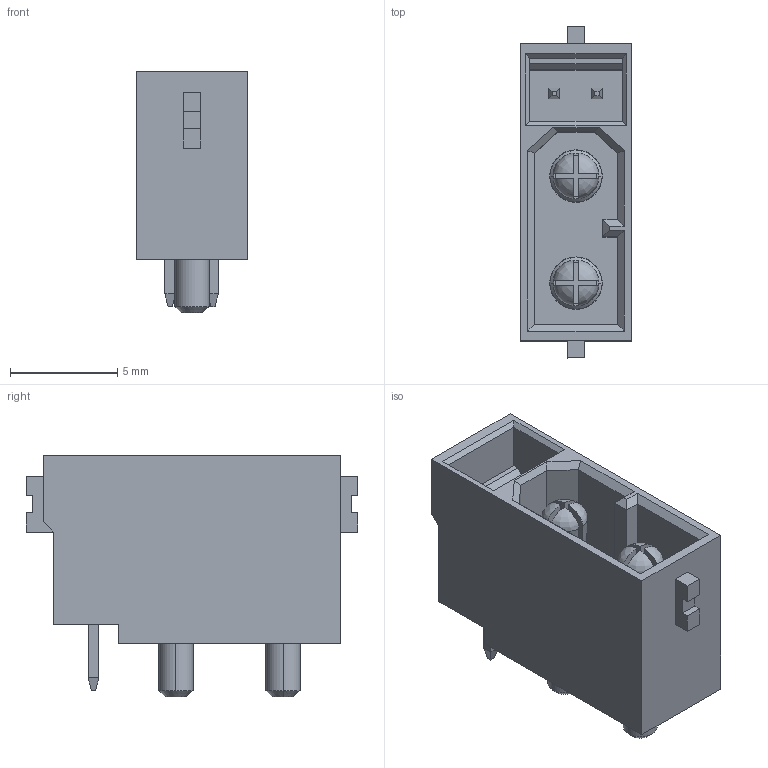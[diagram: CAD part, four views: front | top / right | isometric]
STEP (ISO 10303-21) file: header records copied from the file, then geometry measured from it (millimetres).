
FILE_DESCRIPTION (( 'STEP AP203' ), '1' );
FILE_NAME ('XT30PB(2+2)-M 3D DRAWING.STEP', '2020-06-06T04:48:20', ( 'PC' ), ( '' ), 'SwSTEP 2.0', 'SolidWorks 2015', '' );
FILE_SCHEMA (( 'CONFIG_CONTROL_DESIGN' ));
Length unit declared in the file: millimetre
Products named in the file (1): XT30PB(2+2)-M 3D DRAWING
Bounding box: 5.2 x 15.5 x 11.3 mm (x, y, z)
Volume: 351.7 mm3; surface area: 963.7 mm2
Topology: 1 solids, 1 shells, 689 faces, 1950 edges, 1205 vertices
Faces by surface type: plane 415, cone 151, cylinder 115, bspline 8
Entity records: 23070 total; most frequent: CARTESIAN_POINT 5211, ORIENTED_EDGE 3900, DIRECTION 3543, EDGE_CURVE 1950, AXIS2_PLACEMENT_3D 1265, VERTEX_POINT 1205, VECTOR 1013, LINE 1013
